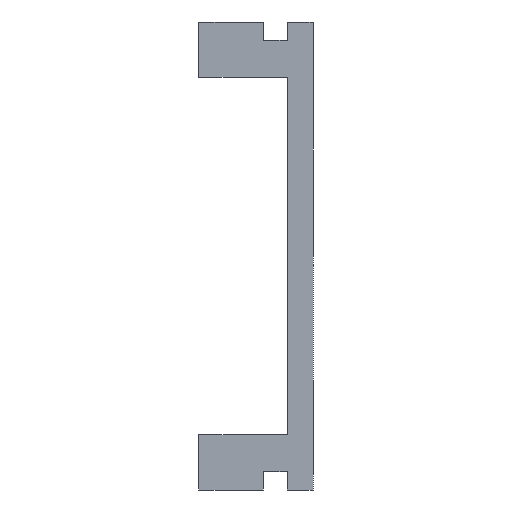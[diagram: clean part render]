
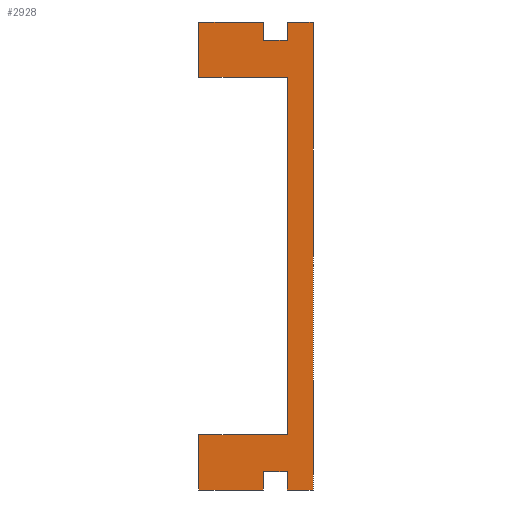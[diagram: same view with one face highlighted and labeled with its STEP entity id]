
A CAD part, left-side view. The second image highlights one B-rep face of the part: STEP entity #2928.
In plain terms, the highlighted planar face has unit normal (-1, 0, 0).
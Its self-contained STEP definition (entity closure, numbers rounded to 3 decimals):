
#2393=CARTESIAN_POINT('POINT137',(-330.2,98.425,201.613)
   );
#2394=VERTEX_POINT('VERTEX137',#2393);
#2402=CARTESIAN_POINT('POINT138',(-330.2,98.425,153.988)
   );
#2403=VERTEX_POINT('VERTEX138',#2402);
#2410=CARTESIAN_POINT('POS286',(-330.2,98.425,153.988));
#2411=DIRECTION('DIR485',(0.,0.,1.));
#2412=VECTOR('VEC87',#2411,25.4);
#2413=LINE('STRAIGHT87',#2410,#2412);
#2414=EDGE_CURVE('EDGE207',#2403,#2394,#2413,.T.);
#2440=CARTESIAN_POINT('POINT139',(-330.2,42.863,201.613
   ));
#2441=VERTEX_POINT('VERTEX139',#2440);
#2450=CARTESIAN_POINT('POS289',(-330.2,98.425,201.613));
#2451=DIRECTION('DIR489',(0.,-1.,0.));
#2452=VECTOR('VEC89',#2451,25.4);
#2453=LINE('STRAIGHT89',#2450,#2452);
#2454=EDGE_CURVE('EDGE209',#2394,#2441,#2453,.T.);
#2464=CARTESIAN_POINT('POINT140',(-330.2,42.863,185.738
   ));
#2465=VERTEX_POINT('VERTEX140',#2464);
#2474=CARTESIAN_POINT('POS292',(-330.2,42.863,201.613))
   ;
#2475=DIRECTION('DIR493',(0.,0.,-1.));
#2476=VECTOR('VEC91',#2475,25.4);
#2477=LINE('STRAIGHT91',#2474,#2476);
#2478=EDGE_CURVE('EDGE211',#2441,#2465,#2477,.T.);
#2488=CARTESIAN_POINT('POINT141',(-330.2,22.225,185.738)
   );
#2489=VERTEX_POINT('VERTEX141',#2488);
#2498=CARTESIAN_POINT('POS295',(-330.2,42.863,185.738))
   ;
#2499=DIRECTION('DIR497',(0.,-1.,0.));
#2500=VECTOR('VEC93',#2499,25.4);
#2501=LINE('STRAIGHT93',#2498,#2500);
#2502=EDGE_CURVE('EDGE213',#2465,#2489,#2501,.T.);
#2512=CARTESIAN_POINT('POINT142',(-330.2,22.225,201.613)
   );
#2513=VERTEX_POINT('VERTEX142',#2512);
#2522=CARTESIAN_POINT('POS298',(-330.2,22.225,185.738));
#2523=DIRECTION('DIR501',(0.,0.,1.));
#2524=VECTOR('VEC95',#2523,25.4);
#2525=LINE('STRAIGHT95',#2522,#2524);
#2526=EDGE_CURVE('EDGE215',#2489,#2513,#2525,.T.);
#2536=CARTESIAN_POINT('POINT143',(-330.2,0.,201.613));
#2537=VERTEX_POINT('VERTEX143',#2536);
#2546=CARTESIAN_POINT('POS301',(-330.2,22.225,201.613));
#2547=DIRECTION('DIR505',(0.,-1.,0.));
#2548=VECTOR('VEC97',#2547,25.4);
#2549=LINE('STRAIGHT97',#2546,#2548);
#2550=EDGE_CURVE('EDGE217',#2513,#2537,#2549,.T.);
#2576=CARTESIAN_POINT('POINT144',(-330.2,0.,-201.613));
#2577=VERTEX_POINT('VERTEX144',#2576);
#2586=CARTESIAN_POINT('POS304',(-330.2,0.,201.613));
#2587=DIRECTION('DIR509',(0.,0.,-1.));
#2588=VECTOR('VEC99',#2587,25.4);
#2589=LINE('STRAIGHT99',#2586,#2588);
#2590=EDGE_CURVE('EDGE219',#2537,#2577,#2589,.T.);
#2648=CARTESIAN_POINT('POINT145',(-330.2,22.225,-201.613
   ));
#2649=VERTEX_POINT('VERTEX145',#2648);
#2658=CARTESIAN_POINT('POS307',(-330.2,0.,-201.613));
#2659=DIRECTION('DIR513',(0.,1.,0.));
#2660=VECTOR('VEC101',#2659,25.4);
#2661=LINE('STRAIGHT101',#2658,#2660);
#2662=EDGE_CURVE('EDGE221',#2577,#2649,#2661,.T.);
#2672=CARTESIAN_POINT('POINT146',(-330.2,22.225,-185.738
   ));
#2673=VERTEX_POINT('VERTEX146',#2672);
#2682=CARTESIAN_POINT('POS310',(-330.2,22.225,-201.613))
   ;
#2683=DIRECTION('DIR517',(0.,0.,1.));
#2684=VECTOR('VEC103',#2683,25.4);
#2685=LINE('STRAIGHT103',#2682,#2684);
#2686=EDGE_CURVE('EDGE223',#2649,#2673,#2685,.T.);
#2696=CARTESIAN_POINT('POINT147',(-330.2,42.863,
   -185.738));
#2697=VERTEX_POINT('VERTEX147',#2696);
#2706=CARTESIAN_POINT('POS313',(-330.2,22.225,-185.738))
   ;
#2707=DIRECTION('DIR521',(0.,1.,0.));
#2708=VECTOR('VEC105',#2707,25.4);
#2709=LINE('STRAIGHT105',#2706,#2708);
#2710=EDGE_CURVE('EDGE225',#2673,#2697,#2709,.T.);
#2720=CARTESIAN_POINT('POINT148',(-330.2,42.863,
   -201.613));
#2721=VERTEX_POINT('VERTEX148',#2720);
#2730=CARTESIAN_POINT('POS316',(-330.2,42.863,-185.738)
   );
#2731=DIRECTION('DIR525',(0.,0.,-1.));
#2732=VECTOR('VEC107',#2731,25.4);
#2733=LINE('STRAIGHT107',#2730,#2732);
#2734=EDGE_CURVE('EDGE227',#2697,#2721,#2733,.T.);
#2744=CARTESIAN_POINT('POINT149',(-330.2,98.425,-201.613
   ));
#2745=VERTEX_POINT('VERTEX149',#2744);
#2754=CARTESIAN_POINT('POS319',(-330.2,42.863,-201.613)
   );
#2755=DIRECTION('DIR529',(0.,1.,0.));
#2756=VECTOR('VEC109',#2755,25.4);
#2757=LINE('STRAIGHT109',#2754,#2756);
#2758=EDGE_CURVE('EDGE229',#2721,#2745,#2757,.T.);
#2768=CARTESIAN_POINT('POINT150',(-330.2,98.425,-153.988
   ));
#2769=VERTEX_POINT('VERTEX150',#2768);
#2778=CARTESIAN_POINT('POS322',(-330.2,98.425,-201.613))
   ;
#2779=DIRECTION('DIR533',(0.,0.,1.));
#2780=VECTOR('VEC111',#2779,25.4);
#2781=LINE('STRAIGHT111',#2778,#2780);
#2782=EDGE_CURVE('EDGE231',#2745,#2769,#2781,.T.);
#2808=CARTESIAN_POINT('POINT151',(-330.2,22.225,-153.988
   ));
#2809=VERTEX_POINT('VERTEX151',#2808);
#2818=CARTESIAN_POINT('POS325',(-330.2,98.425,-153.988))
   ;
#2819=DIRECTION('DIR537',(0.,-1.,0.));
#2820=VECTOR('VEC113',#2819,25.4);
#2821=LINE('STRAIGHT113',#2818,#2820);
#2822=EDGE_CURVE('EDGE233',#2769,#2809,#2821,.T.);
#2848=CARTESIAN_POINT('POINT152',(-330.2,22.225,153.988)
   );
#2849=VERTEX_POINT('VERTEX152',#2848);
#2858=CARTESIAN_POINT('POS328',(-330.2,22.225,-153.988))
   ;
#2859=DIRECTION('DIR541',(0.,0.,1.));
#2860=VECTOR('VEC115',#2859,25.4);
#2861=LINE('STRAIGHT115',#2858,#2860);
#2862=EDGE_CURVE('EDGE235',#2809,#2849,#2861,.T.);
#2891=CARTESIAN_POINT('POS330',(-330.2,22.225,153.988));
#2892=DIRECTION('DIR544',(0.,1.,0.));
#2893=VECTOR('VEC116',#2892,25.4);
#2894=LINE('STRAIGHT116',#2891,#2893);
#2895=EDGE_CURVE('EDGE236',#2849,#2403,#2894,.T.);
#2905=ORIENTED_EDGE('COEDGE457',*,*,#2895,.F.);
#2906=ORIENTED_EDGE('COEDGE458',*,*,#2862,.F.);
#2907=ORIENTED_EDGE('COEDGE459',*,*,#2822,.F.);
#2908=ORIENTED_EDGE('COEDGE460',*,*,#2782,.F.);
#2909=ORIENTED_EDGE('COEDGE461',*,*,#2758,.F.);
#2910=ORIENTED_EDGE('COEDGE462',*,*,#2734,.F.);
#2911=ORIENTED_EDGE('COEDGE463',*,*,#2710,.F.);
#2912=ORIENTED_EDGE('COEDGE464',*,*,#2686,.F.);
#2913=ORIENTED_EDGE('COEDGE465',*,*,#2662,.F.);
#2914=ORIENTED_EDGE('COEDGE466',*,*,#2590,.F.);
#2915=ORIENTED_EDGE('COEDGE467',*,*,#2550,.F.);
#2916=ORIENTED_EDGE('COEDGE468',*,*,#2526,.F.);
#2917=ORIENTED_EDGE('COEDGE469',*,*,#2502,.F.);
#2918=ORIENTED_EDGE('COEDGE470',*,*,#2478,.F.);
#2919=ORIENTED_EDGE('COEDGE471',*,*,#2454,.F.);
#2920=ORIENTED_EDGE('COEDGE472',*,*,#2414,.F.);
#2921=EDGE_LOOP('NONE',(#2905,#2906,#2907,#2908,#2909,#2910,#2911,#2912,
   #2913,#2914,#2915,#2916,#2917,#2918,#2919,#2920));
#2922=FACE_BOUND('LOOP1',#2921,.T.);
#2923=CARTESIAN_POINT('POS332',(-330.2,0.,0.));
#2924=DIRECTION('DIR547',(1.,0.,0.));
#2925=DIRECTION('DIR548',(0.,1.,0.));
#2926=AXIS2_PLACEMENT_3D('AXIS216',#2923,#2924,#2925);
#2927=PLANE('PLANE28',#2926);
#2928=ADVANCED_FACE('FACE96',(#2922),#2927,.F.);
